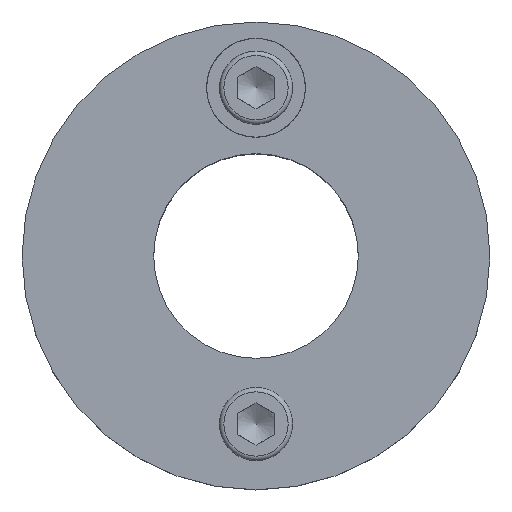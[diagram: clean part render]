
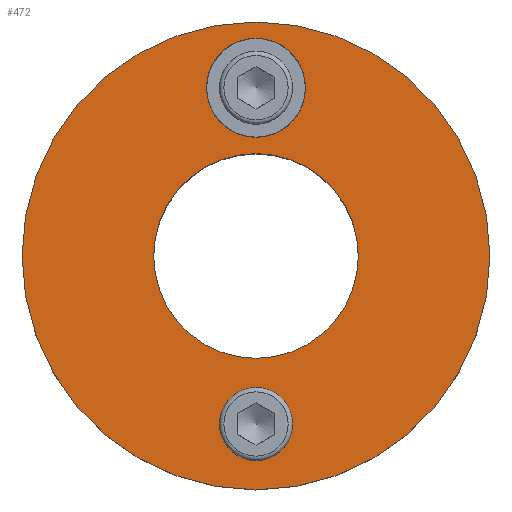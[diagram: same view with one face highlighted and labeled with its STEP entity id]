
A CAD part, top view. The second image highlights one B-rep face of the part: STEP entity #472.
In plain terms, the highlighted planar face has unit normal (0, 0, 1).
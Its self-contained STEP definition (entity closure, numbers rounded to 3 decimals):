
#359=CARTESIAN_POINT('',(3.3,-23.,39.0));
#360=VERTEX_POINT('',#359);
#361=CARTESIAN_POINT('',(0.0,-23.,39.0));
#362=DIRECTION('',(0.0,0.0,-1.0));
#363=DIRECTION('',(1.0,0.0,0.0));
#364=AXIS2_PLACEMENT_3D('',#361,#362,#363);
#365=CIRCLE('',#364,3.3);
#366=EDGE_CURVE('',#360,#360,#365,.T.);
#387=CARTESIAN_POINT('',(3.324,23.,39.0));
#388=VERTEX_POINT('',#387);
#389=CARTESIAN_POINT('',(0.0,23.,39.0));
#390=DIRECTION('',(0.0,0.0,-1.0));
#391=DIRECTION('',(1.0,0.0,0.0));
#392=AXIS2_PLACEMENT_3D('',#389,#390,#391);
#393=CIRCLE('',#392,3.324);
#394=EDGE_CURVE('',#388,#388,#393,.T.);
#415=CARTESIAN_POINT('',(14.,0.,39.0));
#416=VERTEX_POINT('',#415);
#417=CARTESIAN_POINT('',(0.0,0.0,39.0));
#418=DIRECTION('',(0.0,0.0,-1.0));
#419=DIRECTION('',(-1.0,0.0,0.0));
#420=AXIS2_PLACEMENT_3D('',#417,#418,#419);
#421=CIRCLE('',#420,14.);
#422=EDGE_CURVE('',#416,#416,#421,.T.);
#443=CARTESIAN_POINT('',(32.0,0.,39.0));
#444=VERTEX_POINT('',#443);
#445=CARTESIAN_POINT('',(0.0,0.0,39.0));
#446=DIRECTION('',(0.0,0.0,-1.0));
#447=DIRECTION('',(-1.0,0.0,0.0));
#448=AXIS2_PLACEMENT_3D('',#445,#446,#447);
#449=CIRCLE('',#448,32.0);
#450=EDGE_CURVE('',#444,#444,#449,.T.);
#455=CARTESIAN_POINT('',(0.0,0.0,39.0));
#456=DIRECTION('',(0.0,0.0,-1.0));
#457=DIRECTION('',(-1.0,0.0,0.0));
#458=AXIS2_PLACEMENT_3D('',#455,#456,#457);
#459=PLANE('',#458);
#460=ORIENTED_EDGE('',*,*,#450,.F.);
#461=EDGE_LOOP('',(#460));
#462=FACE_OUTER_BOUND('',#461,.T.);
#463=ORIENTED_EDGE('',*,*,#366,.T.);
#464=EDGE_LOOP('',(#463));
#465=FACE_BOUND('',#464,.T.);
#466=ORIENTED_EDGE('',*,*,#394,.T.);
#467=EDGE_LOOP('',(#466));
#468=FACE_BOUND('',#467,.T.);
#469=ORIENTED_EDGE('',*,*,#422,.T.);
#470=EDGE_LOOP('',(#469));
#471=FACE_BOUND('',#470,.T.);
#472=ADVANCED_FACE('',(#462,#465,#468,#471),#459,.F.);
